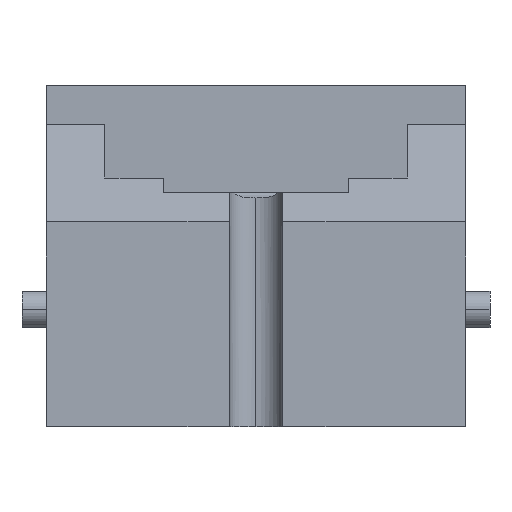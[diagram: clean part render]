
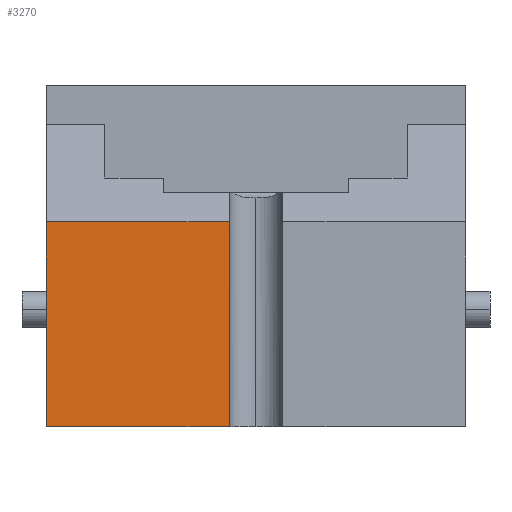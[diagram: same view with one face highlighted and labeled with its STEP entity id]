
A CAD part, left-side view. The second image highlights one B-rep face of the part: STEP entity #3270.
In plain terms, the highlighted planar face has unit normal (-1, 0, 0).
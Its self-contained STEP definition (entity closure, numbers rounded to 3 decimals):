
#2944=CARTESIAN_POINT('',(-52.5,1.25,-12.5));
#2945=VERTEX_POINT('',#2944);
#2968=CARTESIAN_POINT('',(-52.5,1.25,8.5));
#2969=VERTEX_POINT('',#2968);
#2976=CARTESIAN_POINT('',(-52.5,1.25,-12.5));
#2977=DIRECTION('',(0.0,0.0,1.0));
#2978=VECTOR('',#2977,21.);
#2979=LINE('',#2976,#2978);
#2980=EDGE_CURVE('',#2945,#2969,#2979,.T.);
#3206=CARTESIAN_POINT('',(-52.5,20.0,-12.5));
#3207=VERTEX_POINT('',#3206);
#3208=CARTESIAN_POINT('',(-52.5,20.0,-12.5));
#3209=DIRECTION('',(0.0,-1.0,0.0));
#3210=VECTOR('',#3209,18.75);
#3211=LINE('',#3208,#3210);
#3212=EDGE_CURVE('',#3207,#2945,#3211,.T.);
#3247=CARTESIAN_POINT('',(-52.5,-23.0,-12.5));
#3248=DIRECTION('',(-1.0,0.0,0.0));
#3249=DIRECTION('',(0.0,0.0,1.0));
#3250=AXIS2_PLACEMENT_3D('',#3247,#3248,#3249);
#3251=PLANE('',#3250);
#3252=ORIENTED_EDGE('',*,*,#2980,.T.);
#3253=CARTESIAN_POINT('',(-52.5,20.0,8.5));
#3254=VERTEX_POINT('',#3253);
#3255=CARTESIAN_POINT('',(-52.5,1.25,8.5));
#3256=DIRECTION('',(0.0,1.0,0.0));
#3257=VECTOR('',#3256,18.75);
#3258=LINE('',#3255,#3257);
#3259=EDGE_CURVE('',#2969,#3254,#3258,.T.);
#3260=ORIENTED_EDGE('',*,*,#3259,.T.);
#3261=CARTESIAN_POINT('',(-52.5,20.0,-12.5));
#3262=DIRECTION('',(0.0,0.0,1.0));
#3263=VECTOR('',#3262,21.);
#3264=LINE('',#3261,#3263);
#3265=EDGE_CURVE('',#3207,#3254,#3264,.T.);
#3266=ORIENTED_EDGE('',*,*,#3265,.F.);
#3267=ORIENTED_EDGE('',*,*,#3212,.T.);
#3268=EDGE_LOOP('',(#3252,#3260,#3266,#3267));
#3269=FACE_OUTER_BOUND('',#3268,.T.);
#3270=ADVANCED_FACE('',(#3269),#3251,.T.);
